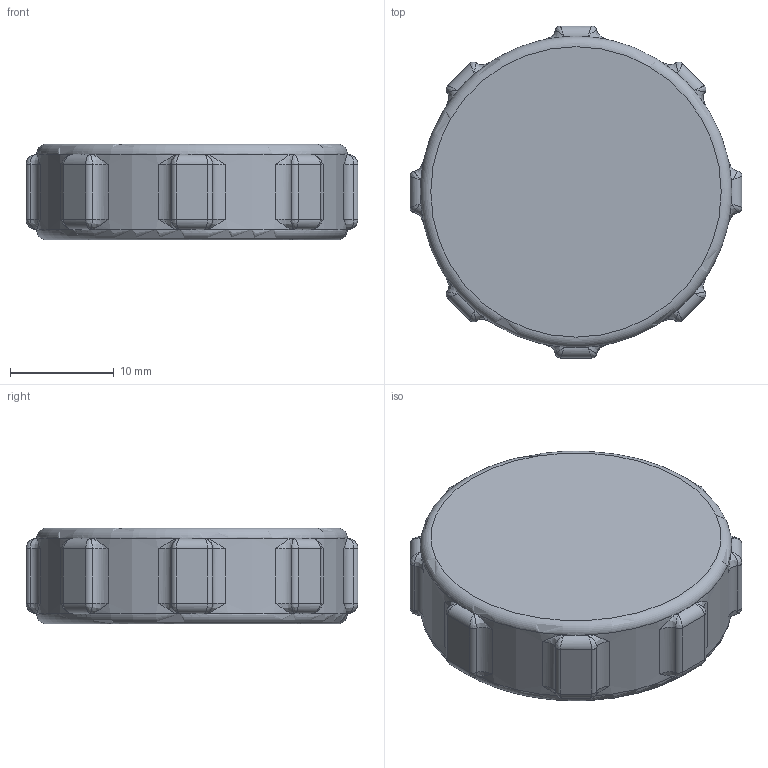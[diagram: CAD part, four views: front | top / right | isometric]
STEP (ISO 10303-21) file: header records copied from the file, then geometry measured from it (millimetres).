
FILE_DESCRIPTION(/* description */ ('','CAx-IF Rec.Pracs.---Representation and Presentation of Product Manufacturing Information (PMI)---4.0---2014-10-13'),/* implementation_level */ '2;1');
FILE_NAME(/* name */ 'Case V2 Top v3.step',/* time_stamp */ '2024-12-31T12:10:32-06:00',/* author */ (''),/* organization */ (''),/* preprocessor_version */ 'ST-DEVELOPER v20',/* originating_system */ 'Autodesk Translation Framework v13.20.0.188',/* authorisation */ '');
FILE_SCHEMA (('AP242_MANAGED_MODEL_BASED_3D_ENGINEERING_MIM_LF { 1 0 10303 442 1 1 4 }'));
Length unit declared in the file: millimetre
Products named in the file (1): Case V2 Top
Bounding box: 32 x 32 x 9.25 mm (x, y, z)
Volume: 2504.2 mm3; surface area: 3324.7 mm2
Topology: 1 solids, 1 shells, 176 faces, 408 edges, 202 vertices
Faces by surface type: bspline 82, cylinder 49, plane 43, torus 2
Full cylindrical faces by diameter (mm): 26.022 x2, 28.256 x3
Entity records: 9281 total; most frequent: CARTESIAN_POINT 6092, ORIENTED_EDGE 752, DIRECTION 471, EDGE_CURVE 376, VERTEX_POINT 202, B_SPLINE_CURVE_WITH_KNOTS 184, AXIS2_PLACEMENT_3D 184, FACE_OUTER_BOUND 176
